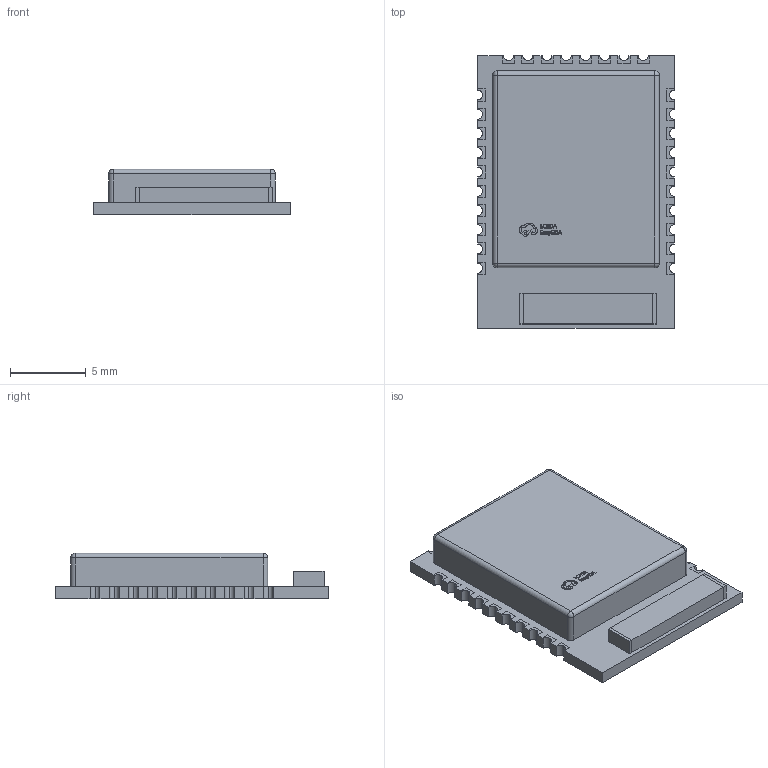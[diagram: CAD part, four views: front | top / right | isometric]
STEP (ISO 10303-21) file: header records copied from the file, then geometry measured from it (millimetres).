
FILE_DESCRIPTION (( 'STEP AP214' ), '1' );
FILE_NAME ('WIRELM-SMD_L18.0-W13.0-H3.0-E73-2G4M08S1C.step', '2022-07-15T13:46:30', ( '' ), ( '' ), 'SwSTEP 2.0', 'SolidWorks 2020', '' );
FILE_SCHEMA (( 'AUTOMOTIVE_DESIGN' ));
Length unit declared in the file: millimetre
Products named in the file (1): WIRELM-SMD_L18.0-W13.0-H3.0-E73-2G4M08S1C
Bounding box: 13 x 18 x 3 mm (x, y, z)
Volume: 515 mm3; surface area: 682.2 mm2
Topology: 17 solids, 17 shells, 416 faces, 1293 edges, 930 vertices
Faces by surface type: plane 268, bspline 98, cylinder 46, sphere 4
Entity records: 19935 total; most frequent: CARTESIAN_POINT 4138, ORIENTED_EDGE 2578, DIRECTION 1805, EDGE_CURVE 1289, LINE 983, VECTOR 983, VERTEX_POINT 930, EDGE_LOOP 451
